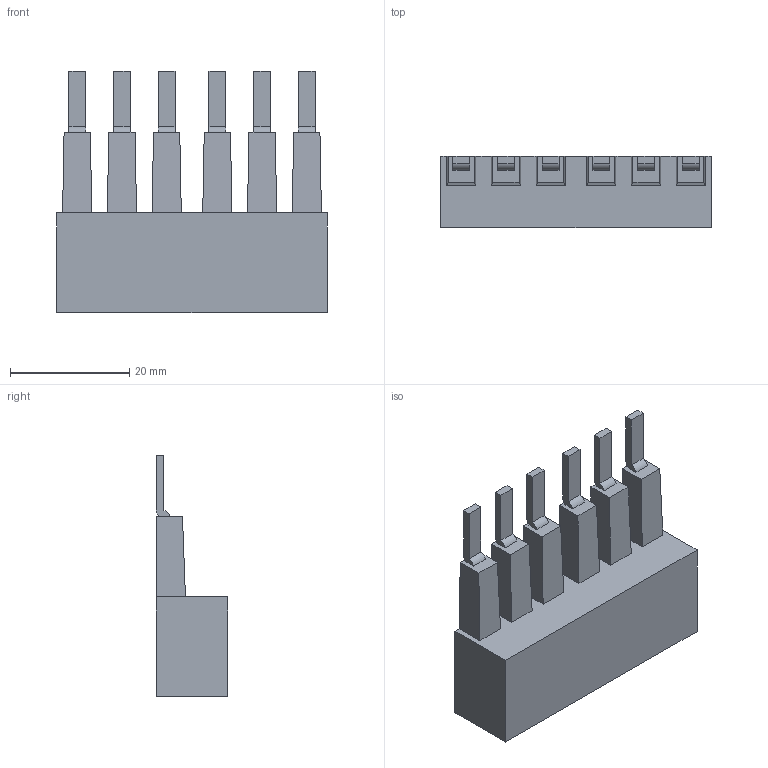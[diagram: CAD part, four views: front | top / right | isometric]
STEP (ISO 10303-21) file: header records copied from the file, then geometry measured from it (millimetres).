
FILE_DESCRIPTION(('HOOPS Exchange Step'),'2;1');
FILE_NAME('export-82DB8E9D-DE0A-4E1A-9E19-2DC7034A889A.stp','2023-01-14T16:42:43+01:00',('Engineering'),('Alibre'),'HOOPS Exchange 2021.0','Alibre','Unknown authorisation');
FILE_SCHEMA( ('AP242_MANAGED_MODEL_BASED_3D_ENGINEERING_MIM_LF {1 0 10303 442 1 1 4 }') );
Length unit declared in the file: millimetre
Products named in the file (1): 6204 3RM1910-1AA 3-phase busbar for 2 motorstarters,Modular spacing 22.5 mm
Bounding box: 45.4 x 12 x 40.5 mm (x, y, z)
Volume: 11112.3 mm3; surface area: 5004.9 mm2
Topology: 1 solids, 1 shells, 72 faces, 192 edges, 128 vertices
Faces by surface type: plane 60, cylinder 12
Entity records: 2296 total; most frequent: CARTESIAN_POINT 394, ORIENTED_EDGE 384, DIRECTION 364, EDGE_CURVE 192, VECTOR 168, LINE 168, VERTEX_POINT 128, AXIS2_PLACEMENT_3D 98
